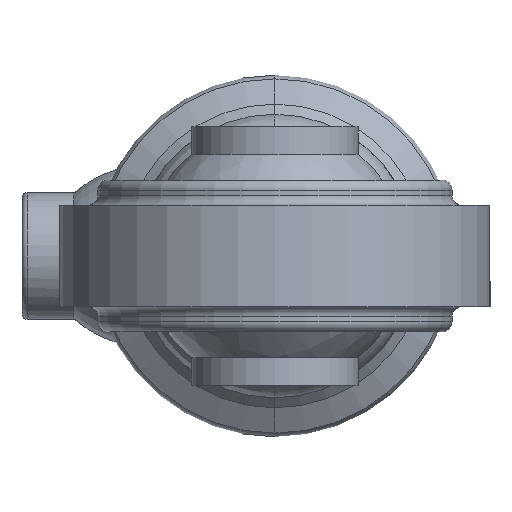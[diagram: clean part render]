
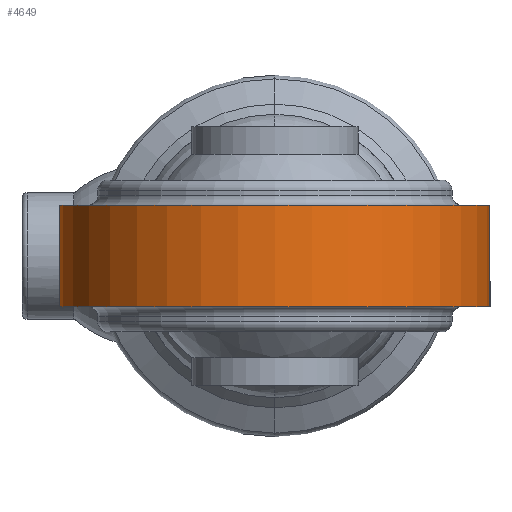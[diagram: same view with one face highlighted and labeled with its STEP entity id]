
A CAD part, left-side view. The second image highlights one B-rep face of the part: STEP entity #4649.
In plain terms, the highlighted cylindrical face has radius 42.5 mm (diameter 85 mm), a partial arc.
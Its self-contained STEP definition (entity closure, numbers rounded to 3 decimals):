
#126 = ORIENTED_EDGE ( 'NONE', *, *, #5081, .T. ) ;
#205 = CARTESIAN_POINT ( 'NONE',  ( -98., 42.5, -15. ) ) ;
#596 = CARTESIAN_POINT ( 'NONE',  ( -98., 0., -10. ) ) ;
#1073 = VERTEX_POINT ( 'NONE', #2831 ) ;
#1114 = DIRECTION ( 'NONE',  ( 0., -1., 0. ) ) ;
#1164 = EDGE_LOOP ( 'NONE', ( #1894, #126, #2800, #6316 ) ) ;
#1420 = EDGE_CURVE ( 'NONE', #2803, #6567, #5496, .T. ) ;
#1500 = AXIS2_PLACEMENT_3D ( 'NONE', #5641, #2604, #6171 ) ;
#1877 = VECTOR ( 'NONE', #3795, 1000. ) ;
#1894 = ORIENTED_EDGE ( 'NONE', *, *, #2827, .F. ) ;
#2292 = DIRECTION ( 'NONE',  ( 0., 0., 1. ) ) ;
#2319 = CARTESIAN_POINT ( 'NONE',  ( -98., -42.5, -10. ) ) ;
#2426 = AXIS2_PLACEMENT_3D ( 'NONE', #596, #4163, #1114 ) ;
#2604 = DIRECTION ( 'NONE',  ( 0., 0., 1. ) ) ;
#2609 = CARTESIAN_POINT ( 'NONE',  ( -98., 42.5, 10. ) ) ;
#2611 = FACE_OUTER_BOUND ( 'NONE', #1164, .T. ) ;
#2800 = ORIENTED_EDGE ( 'NONE', *, *, #1420, .F. ) ;
#2803 = VERTEX_POINT ( 'NONE', #2609 ) ;
#2827 = EDGE_CURVE ( 'NONE', #3721, #1073, #2868, .T. ) ;
#2831 = CARTESIAN_POINT ( 'NONE',  ( -98., 42.5, -10. ) ) ;
#2868 = CIRCLE ( 'NONE', #2426, 42.5 ) ;
#3389 = AXIS2_PLACEMENT_3D ( 'NONE', #5511, #3982, #4492 ) ;
#3403 = LINE ( 'NONE', #4304, #1877 ) ;
#3687 = EDGE_CURVE ( 'NONE', #1073, #2803, #5713, .T. ) ;
#3721 = VERTEX_POINT ( 'NONE', #2319 ) ;
#3795 = DIRECTION ( 'NONE',  ( 0., 0., 1. ) ) ;
#3982 = DIRECTION ( 'NONE',  ( 0., 0., 1. ) ) ;
#4163 = DIRECTION ( 'NONE',  ( 0., 0., -1. ) ) ;
#4304 = CARTESIAN_POINT ( 'NONE',  ( -98., -42.5, -15. ) ) ;
#4492 = DIRECTION ( 'NONE',  ( 0., 1., 0. ) ) ;
#4649 = ADVANCED_FACE ( 'NONE', ( #2611 ), #6525, .T. ) ;
#4993 = CARTESIAN_POINT ( 'NONE',  ( -98., -42.5, 10. ) ) ;
#5081 = EDGE_CURVE ( 'NONE', #3721, #6567, #3403, .T. ) ;
#5496 = CIRCLE ( 'NONE', #1500, 42.5 ) ;
#5511 = CARTESIAN_POINT ( 'NONE',  ( -98., 0., -15. ) ) ;
#5561 = VECTOR ( 'NONE', #2292, 1000. ) ;
#5641 = CARTESIAN_POINT ( 'NONE',  ( -98., 0., 10. ) ) ;
#5713 = LINE ( 'NONE', #205, #5561 ) ;
#6171 = DIRECTION ( 'NONE',  ( 0., 1., 0. ) ) ;
#6316 = ORIENTED_EDGE ( 'NONE', *, *, #3687, .F. ) ;
#6525 = CYLINDRICAL_SURFACE ( 'NONE', #3389, 42.5 ) ;
#6567 = VERTEX_POINT ( 'NONE', #4993 ) ;
